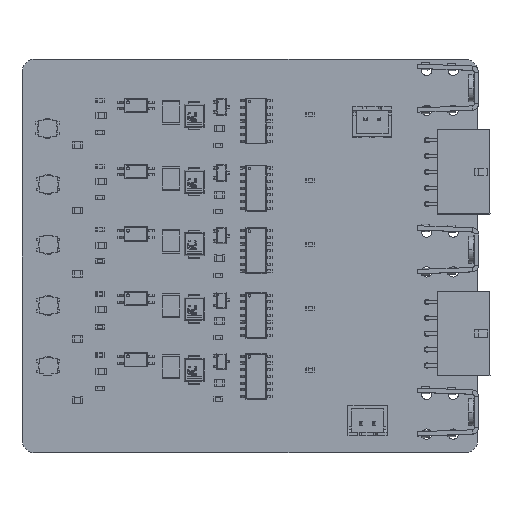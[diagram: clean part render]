
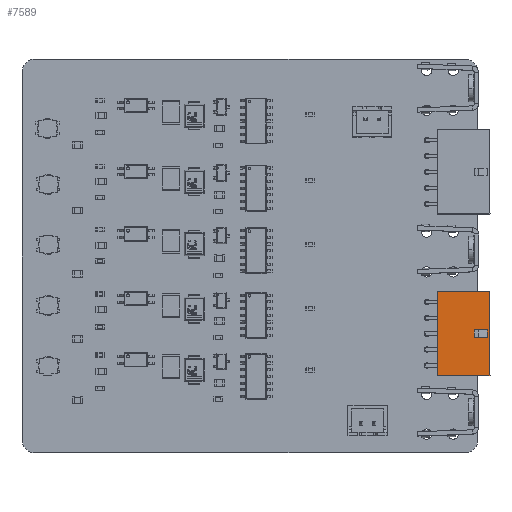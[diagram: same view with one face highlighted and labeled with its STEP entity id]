
A CAD part, top view. The second image highlights one B-rep face of the part: STEP entity #7589.
In plain terms, the highlighted face is planar.
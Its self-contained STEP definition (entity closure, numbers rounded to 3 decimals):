
#6853 = VERTEX_POINT('',#6854);
#6854 = CARTESIAN_POINT('',(-7.925,6.86,0.));
#6860 = EDGE_CURVE('',#6853,#6861,#6863,.T.);
#6861 = VERTEX_POINT('',#6862);
#6862 = CARTESIAN_POINT('',(7.925,6.86,0.));
#6863 = LINE('',#6864,#6865);
#6864 = CARTESIAN_POINT('',(-7.925,6.86,0.));
#6865 = VECTOR('',#6866,1.);
#6866 = DIRECTION('',(1.,0.,0.));
#7570 = EDGE_CURVE('',#6861,#7571,#7573,.T.);
#7571 = VERTEX_POINT('',#7572);
#7572 = CARTESIAN_POINT('',(7.925,6.86,-9.91));
#7573 = LINE('',#7574,#7575);
#7574 = CARTESIAN_POINT('',(7.925,6.86,0.));
#7575 = VECTOR('',#7576,1.);
#7576 = DIRECTION('',(0.,0.,-1.));
#7589 = ADVANCED_FACE('',(#7590,#7608),#7642,.T.);
#7590 = FACE_BOUND('',#7591,.F.);
#7591 = EDGE_LOOP('',(#7592,#7593,#7601,#7607));
#7592 = ORIENTED_EDGE('',*,*,#6860,.F.);
#7593 = ORIENTED_EDGE('',*,*,#7594,.T.);
#7594 = EDGE_CURVE('',#6853,#7595,#7597,.T.);
#7595 = VERTEX_POINT('',#7596);
#7596 = CARTESIAN_POINT('',(-7.925,6.86,-9.91));
#7597 = LINE('',#7598,#7599);
#7598 = CARTESIAN_POINT('',(-7.925,6.86,0.));
#7599 = VECTOR('',#7600,1.);
#7600 = DIRECTION('',(0.,0.,-1.));
#7601 = ORIENTED_EDGE('',*,*,#7602,.T.);
#7602 = EDGE_CURVE('',#7595,#7571,#7603,.T.);
#7603 = LINE('',#7604,#7605);
#7604 = CARTESIAN_POINT('',(-7.925,6.86,-9.91));
#7605 = VECTOR('',#7606,1.);
#7606 = DIRECTION('',(1.,0.,0.));
#7607 = ORIENTED_EDGE('',*,*,#7570,.F.);
#7608 = FACE_BOUND('',#7609,.F.);
#7609 = EDGE_LOOP('',(#7610,#7620,#7628,#7636));
#7610 = ORIENTED_EDGE('',*,*,#7611,.F.);
#7611 = EDGE_CURVE('',#7612,#7614,#7616,.T.);
#7612 = VERTEX_POINT('',#7613);
#7613 = CARTESIAN_POINT('',(-0.7,6.86,-0.54));
#7614 = VERTEX_POINT('',#7615);
#7615 = CARTESIAN_POINT('',(-0.7,6.86,-2.95));
#7616 = LINE('',#7617,#7618);
#7617 = CARTESIAN_POINT('',(-0.7,6.86,-0.54));
#7618 = VECTOR('',#7619,1.);
#7619 = DIRECTION('',(0.,0.,-1.));
#7620 = ORIENTED_EDGE('',*,*,#7621,.T.);
#7621 = EDGE_CURVE('',#7612,#7622,#7624,.T.);
#7622 = VERTEX_POINT('',#7623);
#7623 = CARTESIAN_POINT('',(0.7,6.86,-0.54));
#7624 = LINE('',#7625,#7626);
#7625 = CARTESIAN_POINT('',(-0.7,6.86,-0.54));
#7626 = VECTOR('',#7627,1.);
#7627 = DIRECTION('',(1.,0.,0.));
#7628 = ORIENTED_EDGE('',*,*,#7629,.T.);
#7629 = EDGE_CURVE('',#7622,#7630,#7632,.T.);
#7630 = VERTEX_POINT('',#7631);
#7631 = CARTESIAN_POINT('',(0.7,6.86,-2.95));
#7632 = LINE('',#7633,#7634);
#7633 = CARTESIAN_POINT('',(0.7,6.86,-0.54));
#7634 = VECTOR('',#7635,1.);
#7635 = DIRECTION('',(0.,0.,-1.));
#7636 = ORIENTED_EDGE('',*,*,#7637,.F.);
#7637 = EDGE_CURVE('',#7614,#7630,#7638,.T.);
#7638 = LINE('',#7639,#7640);
#7639 = CARTESIAN_POINT('',(-0.7,6.86,-2.95));
#7640 = VECTOR('',#7641,1.);
#7641 = DIRECTION('',(1.,0.,0.));
#7642 = PLANE('',#7643);
#7643 = AXIS2_PLACEMENT_3D('',#7644,#7645,#7646);
#7644 = CARTESIAN_POINT('',(-7.925,6.86,0.));
#7645 = DIRECTION('',(0.,1.,0.));
#7646 = DIRECTION('',(1.,0.,0.));
